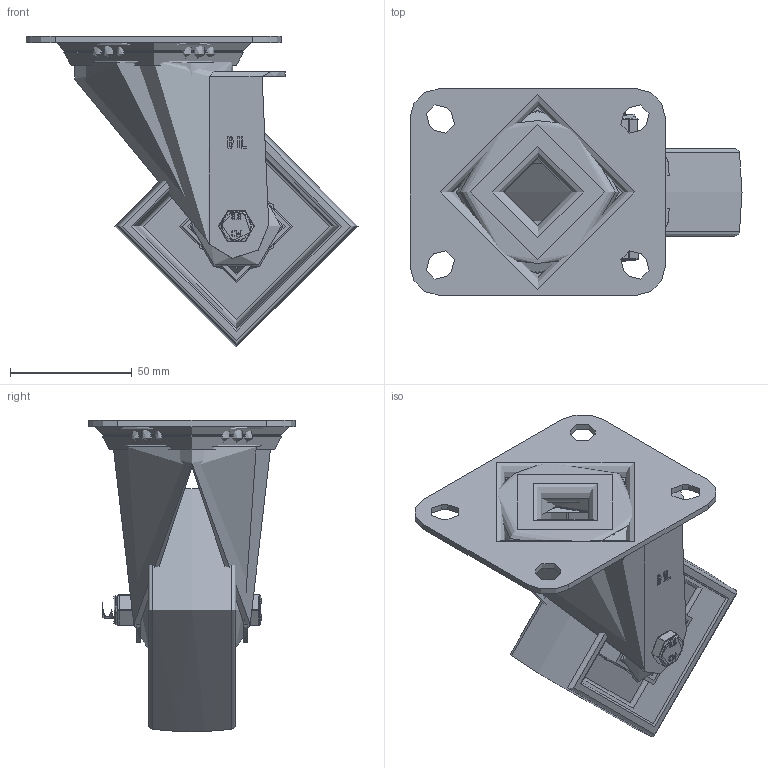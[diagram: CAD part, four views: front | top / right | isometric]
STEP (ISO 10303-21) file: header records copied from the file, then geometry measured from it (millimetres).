
FILE_DESCRIPTION(/* description */ (''),/* implementation_level */ '2;1');
FILE_NAME(/* name */ 'BZMM100NYBJ.step',/* time_stamp */ '2024-05-20T16:59:05+01:00',/* author */ (''),/* organization */ (''),/* preprocessor_version */ 'ST-DEVELOPER v20',/* originating_system */ 'Autodesk Translation Framework v13.14.0.145',/* authorisation */ '');
FILE_SCHEMA (('AUTOMOTIVE_DESIGN { 1 0 10303 214 3 1 1 }'));
Length unit declared in the file: millimetre
Products named in the file (28): BZMM100NYBJ; BZMM100AS - 2 - 42 v1; ZINC PLATED, PRESSED STEEL TOP PLATE; ZINC PLATED, PRESSED STEEL TOP PLATE Geometry; BALL BEARINGS; Component1; BEARING SEAL; ZINC PLATED, PRESSED STEEL FORKS; BZMM100WNYBJM8 v1; BZMM100WNYBJ; NYLON WHEEL; BEARING 6202; METAL; METAL2; Pattern; Component1 (1); MIDDLE; RUBBER; RUBBER2; HUBCAPM8X42; HUBCAPM8X42 (1); NYLON WHEEL HUB CAP; HEXBOLTM8X60Z8.8 - NEW v2; GRADE 8.8 ZINC PLATED BOLT; NYLOCM8Z v1; NYLOC NUT; NUT; RUBBER (1)
Assembly tree (58 placements, depth 6):
  BZMM100NYBJ
    BZMM100AS - 2 - 42 v1
      ZINC PLATED, PRESSED STEEL TOP PLATE
        ZINC PLATED, PRESSED STEEL TOP PLATE Geometry
        BALL BEARINGS
          Component1  x24
      BEARING SEAL
      ZINC PLATED, PRESSED STEEL FORKS
    BZMM100WNYBJM8 v1
      BZMM100WNYBJ
        NYLON WHEEL
        BEARING 6202
          METAL
          METAL2
          Pattern
            Component1 (1)  x8
          MIDDLE
          RUBBER
          RUBBER2
      HUBCAPM8X42
        NYLON WHEEL HUB CAP
      HUBCAPM8X42 (1)
        NYLON WHEEL HUB CAP
    HEXBOLTM8X60Z8.8 - NEW v2
      GRADE 8.8 ZINC PLATED BOLT
    NYLOCM8Z v1
      NYLOC NUT
        NUT
        RUBBER (1)
Bounding box: 136.5 x 85 x 127.89 mm (x, y, z)
Volume: 209395.2 mm3; surface area: 113325.9 mm2
Topology: 46 solids, 46 shells, 766 faces, 1877 edges, 1218 vertices
Faces by surface type: plane 274, cylinder 189, bspline 181, sphere 72, torus 35, cone 15
Full cylindrical faces by diameter (mm): 0.664 x2, 6.446 x9, 7.866 x15, 8 x2, 8.2 x2, 8.25 x2, 8.6 x2, 12 x1, 12.1 x1, 14.9 x2, 15 x1, 18 x1, 19 x2, 20 x4, 22.5 x2, 23 x2, 25 x2, 27.5 x1, 28 x2, 30 x4, 30.5 x2, 31 x4, 31.5 x1, 32 x1, 32.5 x2, 35 x2, 36 x2, 38 x2, 40 x2, 44.5 x2
Entity records: 28760 total; most frequent: CARTESIAN_POINT 12081, ORIENTED_EDGE 3442, DIRECTION 2932, EDGE_CURVE 1721, VERTEX_POINT 1130, AXIS2_PLACEMENT_3D 1090, EDGE_LOOP 861, LINE 752
